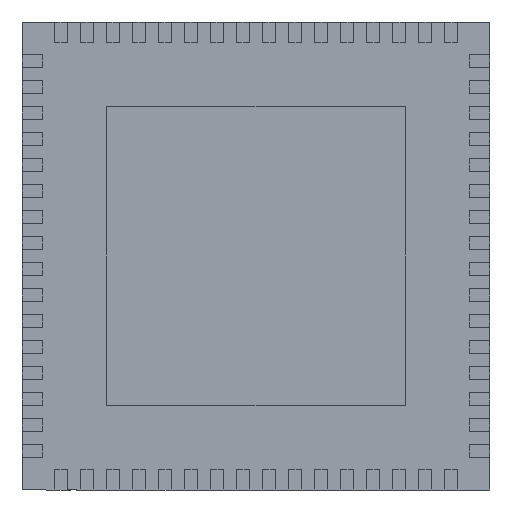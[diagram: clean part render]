
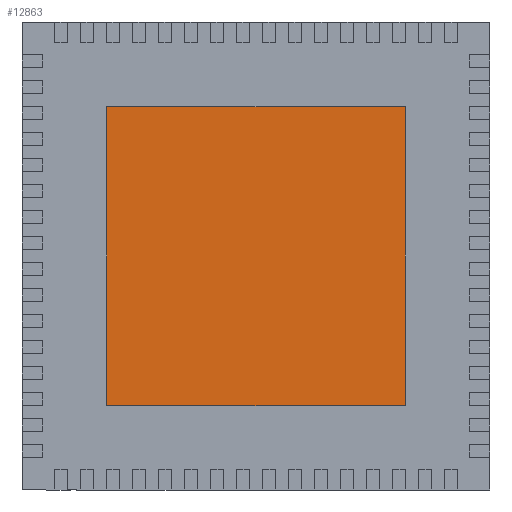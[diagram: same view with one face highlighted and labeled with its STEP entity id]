
A CAD part, front view. The second image highlights one B-rep face of the part: STEP entity #12863.
In plain terms, the highlighted planar face has unit normal (0, -1, 0).
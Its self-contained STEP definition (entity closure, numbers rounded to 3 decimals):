
#145 = VERTEX_POINT ( 'NONE', #6427 ) ;
#217 = ORIENTED_EDGE ( 'NONE', *, *, #14319, .T. ) ;
#1458 = DIRECTION ( 'NONE',  ( 0., 0., -1. ) ) ;
#2307 = CARTESIAN_POINT ( 'NONE',  ( 0., 0., 0. ) ) ;
#2819 = VERTEX_POINT ( 'NONE', #13994 ) ;
#2872 = LINE ( 'NONE', #4733, #16253 ) ;
#3146 = CARTESIAN_POINT ( 'NONE',  ( 2.875, 0., -2.875 ) ) ;
#3376 = DIRECTION ( 'NONE',  ( 0., 0., 1. ) ) ;
#3617 = LINE ( 'NONE', #18357, #19140 ) ;
#3814 = DIRECTION ( 'NONE',  ( 0., -1., 0. ) ) ;
#4446 = CARTESIAN_POINT ( 'NONE',  ( -2.875, 0., -2.875 ) ) ;
#4733 = CARTESIAN_POINT ( 'NONE',  ( 2.875, 0., 2.875 ) ) ;
#6427 = CARTESIAN_POINT ( 'NONE',  ( -2.875, 0., 2.875 ) ) ;
#7065 = EDGE_CURVE ( 'NONE', #11687, #145, #2872, .T. ) ;
#8033 = FACE_OUTER_BOUND ( 'NONE', #12870, .T. ) ;
#9312 = ORIENTED_EDGE ( 'NONE', *, *, #7065, .T. ) ;
#9380 = LINE ( 'NONE', #4446, #15004 ) ;
#10098 = VERTEX_POINT ( 'NONE', #3146 ) ;
#10930 = EDGE_CURVE ( 'NONE', #10098, #11687, #3617, .T. ) ;
#11290 = PLANE ( 'NONE',  #13195 ) ;
#11687 = VERTEX_POINT ( 'NONE', #18240 ) ;
#12415 = VECTOR ( 'NONE', #16176, 1000. ) ;
#12610 = DIRECTION ( 'NONE',  ( 0., 0., -1. ) ) ;
#12863 = ADVANCED_FACE ( 'NONE', ( #8033 ), #11290, .T. ) ;
#12870 = EDGE_LOOP ( 'NONE', ( #217, #18096, #18864, #9312 ) ) ;
#13195 = AXIS2_PLACEMENT_3D ( 'NONE', #2307, #3814, #12610 ) ;
#13217 = CARTESIAN_POINT ( 'NONE',  ( 2.875, 0., -2.875 ) ) ;
#13994 = CARTESIAN_POINT ( 'NONE',  ( -2.875, 0., -2.875 ) ) ;
#14165 = EDGE_CURVE ( 'NONE', #2819, #10098, #16905, .T. ) ;
#14319 = EDGE_CURVE ( 'NONE', #145, #2819, #9380, .T. ) ;
#15004 = VECTOR ( 'NONE', #1458, 1000. ) ;
#16176 = DIRECTION ( 'NONE',  ( 1., 0., 0. ) ) ;
#16253 = VECTOR ( 'NONE', #16677, 1000. ) ;
#16677 = DIRECTION ( 'NONE',  ( -1., 0., 0. ) ) ;
#16905 = LINE ( 'NONE', #13217, #12415 ) ;
#18096 = ORIENTED_EDGE ( 'NONE', *, *, #14165, .T. ) ;
#18240 = CARTESIAN_POINT ( 'NONE',  ( 2.875, 0., 2.875 ) ) ;
#18357 = CARTESIAN_POINT ( 'NONE',  ( 2.875, 0., -2.875 ) ) ;
#18864 = ORIENTED_EDGE ( 'NONE', *, *, #10930, .T. ) ;
#19140 = VECTOR ( 'NONE', #3376, 1000. ) ;
